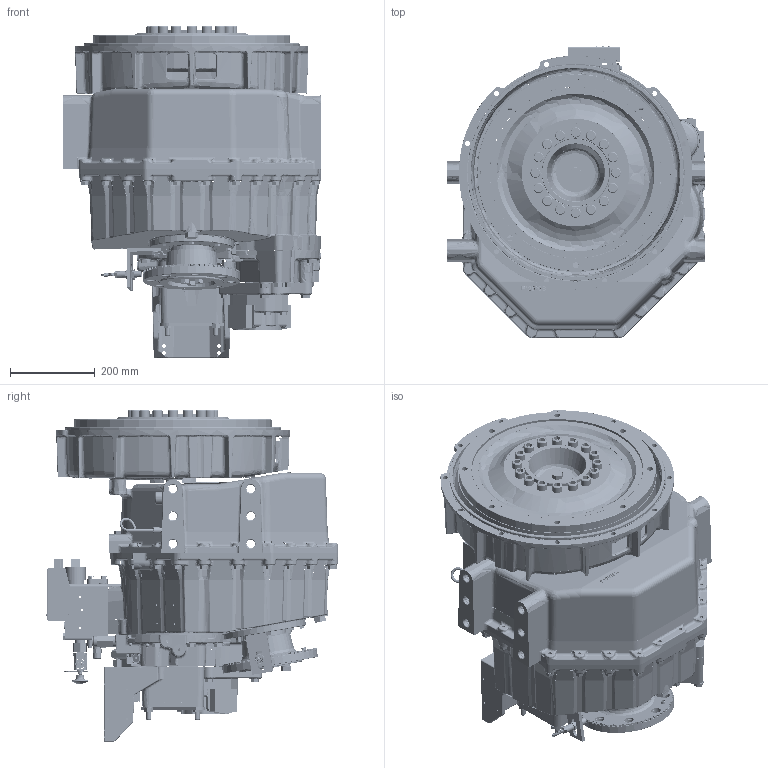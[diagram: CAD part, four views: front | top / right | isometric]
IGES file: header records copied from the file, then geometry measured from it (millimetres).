
Start section: SolidWorks IGES file using analytic representation for surfaces
Global section: file name: 1027607B.IGS; native system: SolidWorks 2010; preprocessor: SolidWorks 2010; author: DVandooren; date: 150921.163625; units: millimetre
Bounding box: 611.67 x 690.99 x 785.44 mm (x, y, z)
Surface area: 4132147.7 mm2 (no closed solid volume)
Topology: 0 solids, 0 shells, 6348 faces, 112234 edges, 111955 vertices
Faces by surface type: bspline 3776, revolution 2572
